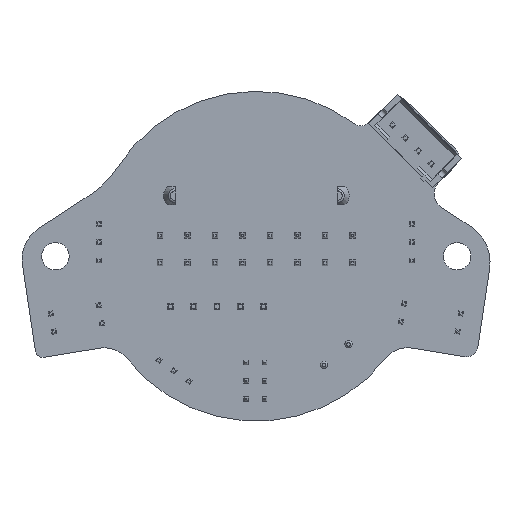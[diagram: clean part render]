
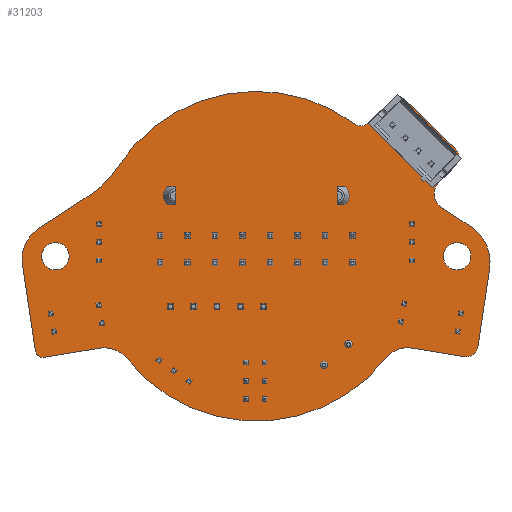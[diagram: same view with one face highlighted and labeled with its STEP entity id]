
A CAD part, left-side view. The second image highlights one B-rep face of the part: STEP entity #31203.
In plain terms, the highlighted planar face has unit normal (-1, 0, 0).
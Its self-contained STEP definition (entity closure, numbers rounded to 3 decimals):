
#1421=FACE_BOUND('',#4762,.T.);
#1422=FACE_BOUND('',#4763,.T.);
#1541=PLANE('',#33101);
#2995=FACE_OUTER_BOUND('',#4761,.T.);
#4761=EDGE_LOOP('',(#22126,#22127,#22128,#22129,#22130,#22131,#22132,#22133,
#22134,#22135,#22136,#22137,#22138,#22139,#22140,#22141,#22142,#22143,#22144,
#22145,#22146,#22147));
#4762=EDGE_LOOP('',(#22148));
#4763=EDGE_LOOP('',(#22149));
#6614=LINE('',#42627,#10478);
#6621=LINE('',#42654,#10485);
#6626=LINE('',#42673,#10490);
#6632=LINE('',#42687,#10496);
#6634=LINE('',#42696,#10498);
#6638=LINE('',#42708,#10502);
#6642=LINE('',#42720,#10506);
#6646=LINE('',#42732,#10510);
#6651=LINE('',#42744,#10515);
#10478=VECTOR('',#34970,10.);
#10485=VECTOR('',#34997,10.);
#10490=VECTOR('',#35016,10.);
#10496=VECTOR('',#35030,10.);
#10498=VECTOR('',#35040,10.);
#10502=VECTOR('',#35052,10.);
#10506=VECTOR('',#35064,10.);
#10510=VECTOR('',#35076,10.);
#10515=VECTOR('',#35089,10.);
#14338=CIRCLE('',#33047,10.15);
#14340=CIRCLE('',#33050,18.);
#14342=CIRCLE('',#33053,1.2);
#14344=CIRCLE('',#33057,3.1);
#14346=CIRCLE('',#33060,18.);
#14348=CIRCLE('',#33063,3.2);
#14351=CIRCLE('',#33068,1.5);
#14353=CIRCLE('',#33071,1.5);
#14354=CIRCLE('',#33074,0.85);
#14356=CIRCLE('',#33078,1.25);
#14358=CIRCLE('',#33082,4.75);
#14360=CIRCLE('',#33086,1.75);
#14362=CIRCLE('',#33090,1.3);
#14364=CIRCLE('',#33094,0.95);
#14366=CIRCLE('',#33098,4.);
#14600=VERTEX_POINT('',#42605);
#14601=VERTEX_POINT('',#42606);
#14604=VERTEX_POINT('',#42614);
#14606=VERTEX_POINT('',#42620);
#14608=VERTEX_POINT('',#42626);
#14610=VERTEX_POINT('',#42632);
#14611=VERTEX_POINT('',#42633);
#14614=VERTEX_POINT('',#42641);
#14616=VERTEX_POINT('',#42647);
#14618=VERTEX_POINT('',#42653);
#14621=VERTEX_POINT('',#42661);
#14623=VERTEX_POINT('',#42667);
#14624=VERTEX_POINT('',#42671);
#14625=VERTEX_POINT('',#42672);
#14629=VERTEX_POINT('',#42685);
#14630=VERTEX_POINT('',#42689);
#14632=VERTEX_POINT('',#42695);
#14634=VERTEX_POINT('',#42701);
#14636=VERTEX_POINT('',#42707);
#14638=VERTEX_POINT('',#42713);
#14640=VERTEX_POINT('',#42719);
#14642=VERTEX_POINT('',#42725);
#14644=VERTEX_POINT('',#42731);
#14647=VERTEX_POINT('',#42742);
#17474=EDGE_CURVE('',#14600,#14601,#14338,.T.);
#17478=EDGE_CURVE('',#14601,#14604,#14340,.T.);
#17481=EDGE_CURVE('',#14604,#14606,#14342,.T.);
#17484=EDGE_CURVE('',#14608,#14606,#6614,.T.);
#17487=EDGE_CURVE('',#14610,#14611,#14344,.T.);
#17491=EDGE_CURVE('',#14611,#14614,#14346,.T.);
#17494=EDGE_CURVE('',#14614,#14616,#14348,.T.);
#17497=EDGE_CURVE('',#14618,#14616,#6621,.T.);
#17502=EDGE_CURVE('',#14621,#14621,#14351,.T.);
#17505=EDGE_CURVE('',#14623,#14623,#14353,.T.);
#17506=EDGE_CURVE('',#14624,#14625,#6626,.T.);
#17510=EDGE_CURVE('',#14618,#14625,#14354,.T.);
#17514=EDGE_CURVE('',#14629,#14610,#6632,.T.);
#17515=EDGE_CURVE('',#14630,#14629,#14356,.T.);
#17518=EDGE_CURVE('',#14632,#14630,#6634,.T.);
#17521=EDGE_CURVE('',#14634,#14632,#14358,.T.);
#17524=EDGE_CURVE('',#14636,#14634,#6638,.T.);
#17527=EDGE_CURVE('',#14636,#14638,#14360,.T.);
#17530=EDGE_CURVE('',#14640,#14638,#6642,.T.);
#17533=EDGE_CURVE('',#14642,#14640,#14362,.T.);
#17536=EDGE_CURVE('',#14642,#14644,#6646,.T.);
#17539=EDGE_CURVE('',#14608,#14644,#14364,.T.);
#17543=EDGE_CURVE('',#14647,#14600,#6651,.T.);
#17544=EDGE_CURVE('',#14624,#14647,#14366,.T.);
#22126=ORIENTED_EDGE('',*,*,#17544,.F.);
#22127=ORIENTED_EDGE('',*,*,#17506,.T.);
#22128=ORIENTED_EDGE('',*,*,#17510,.F.);
#22129=ORIENTED_EDGE('',*,*,#17497,.T.);
#22130=ORIENTED_EDGE('',*,*,#17494,.F.);
#22131=ORIENTED_EDGE('',*,*,#17491,.F.);
#22132=ORIENTED_EDGE('',*,*,#17487,.F.);
#22133=ORIENTED_EDGE('',*,*,#17514,.F.);
#22134=ORIENTED_EDGE('',*,*,#17515,.F.);
#22135=ORIENTED_EDGE('',*,*,#17518,.F.);
#22136=ORIENTED_EDGE('',*,*,#17521,.F.);
#22137=ORIENTED_EDGE('',*,*,#17524,.F.);
#22138=ORIENTED_EDGE('',*,*,#17527,.T.);
#22139=ORIENTED_EDGE('',*,*,#17530,.F.);
#22140=ORIENTED_EDGE('',*,*,#17533,.F.);
#22141=ORIENTED_EDGE('',*,*,#17536,.T.);
#22142=ORIENTED_EDGE('',*,*,#17539,.F.);
#22143=ORIENTED_EDGE('',*,*,#17484,.T.);
#22144=ORIENTED_EDGE('',*,*,#17481,.F.);
#22145=ORIENTED_EDGE('',*,*,#17478,.F.);
#22146=ORIENTED_EDGE('',*,*,#17474,.F.);
#22147=ORIENTED_EDGE('',*,*,#17543,.F.);
#22148=ORIENTED_EDGE('',*,*,#17505,.F.);
#22149=ORIENTED_EDGE('',*,*,#17502,.F.);
#31203=ADVANCED_FACE('',(#2995,#1421,#1422),#1541,.F.);
#33047=AXIS2_PLACEMENT_3D('',#42607,#34948,#34949);
#33050=AXIS2_PLACEMENT_3D('',#42615,#34956,#34957);
#33053=AXIS2_PLACEMENT_3D('',#42621,#34963,#34964);
#33057=AXIS2_PLACEMENT_3D('',#42634,#34975,#34976);
#33060=AXIS2_PLACEMENT_3D('',#42642,#34983,#34984);
#33063=AXIS2_PLACEMENT_3D('',#42648,#34990,#34991);
#33068=AXIS2_PLACEMENT_3D('',#42663,#35005,#35006);
#33071=AXIS2_PLACEMENT_3D('',#42669,#35012,#35013);
#33074=AXIS2_PLACEMENT_3D('',#42680,#35022,#35023);
#33078=AXIS2_PLACEMENT_3D('',#42690,#35033,#35034);
#33082=AXIS2_PLACEMENT_3D('',#42702,#35045,#35046);
#33086=AXIS2_PLACEMENT_3D('',#42714,#35057,#35058);
#33090=AXIS2_PLACEMENT_3D('',#42726,#35069,#35070);
#33094=AXIS2_PLACEMENT_3D('',#42737,#35081,#35082);
#33098=AXIS2_PLACEMENT_3D('',#42746,#35092,#35093);
#33101=AXIS2_PLACEMENT_3D('',#42749,#35098,#35099);
#34948=DIRECTION('center_axis',(-1.,0.,0.));
#34949=DIRECTION('ref_axis',(0.,-0.71,-0.704));
#34956=DIRECTION('center_axis',(1.,0.,0.));
#34957=DIRECTION('ref_axis',(0.,1.,0.));
#34963=DIRECTION('center_axis',(-1.,0.,0.));
#34964=DIRECTION('ref_axis',(0.,-0.074,-0.997));
#34970=DIRECTION('',(0.,0.707,-0.708));
#34975=DIRECTION('center_axis',(-1.,0.,0.));
#34976=DIRECTION('ref_axis',(0.,0.361,0.933));
#34983=DIRECTION('center_axis',(1.,0.,0.));
#34984=DIRECTION('ref_axis',(0.,1.,0.));
#34990=DIRECTION('center_axis',(-1.,0.,0.));
#34991=DIRECTION('ref_axis',(0.,-0.36,0.933));
#34997=DIRECTION('',(0.,-0.987,0.162));
#35005=DIRECTION('center_axis',(-1.,0.,0.));
#35006=DIRECTION('ref_axis',(0.,1.,0.));
#35012=DIRECTION('center_axis',(-1.,0.,0.));
#35013=DIRECTION('ref_axis',(0.,1.,0.));
#35016=DIRECTION('',(0.,-0.149,-0.989));
#35022=DIRECTION('center_axis',(1.,0.,0.));
#35023=DIRECTION('ref_axis',(0.,-0.162,-0.987));
#35030=DIRECTION('',(0.,0.987,0.162));
#35033=DIRECTION('center_axis',(1.,0.,0.));
#35034=DIRECTION('ref_axis',(0.,-0.989,-0.149));
#35040=DIRECTION('',(0.,0.149,-0.989));
#35045=DIRECTION('center_axis',(1.,0.,0.));
#35046=DIRECTION('ref_axis',(0.,-0.544,0.839));
#35052=DIRECTION('',(0.,-0.839,-0.544));
#35057=DIRECTION('center_axis',(1.,0.,0.));
#35058=DIRECTION('ref_axis',(0.,0.544,-0.839));
#35064=DIRECTION('',(0.,0.707,-0.708));
#35069=DIRECTION('center_axis',(1.,0.,0.));
#35070=DIRECTION('ref_axis',(0.,-0.698,0.716));
#35076=DIRECTION('',(0.,0.716,0.698));
#35081=DIRECTION('center_axis',(1.,0.,0.));
#35082=DIRECTION('ref_axis',(0.,0.708,0.707));
#35089=DIRECTION('',(0.,-0.837,0.547));
#35092=DIRECTION('center_axis',(1.,0.,0.));
#35093=DIRECTION('ref_axis',(0.,0.989,-0.149));
#35098=DIRECTION('center_axis',(1.,0.,0.));
#35099=DIRECTION('ref_axis',(0.,1.,0.));
#42605=CARTESIAN_POINT('',(0.,18.149,6.691));
#42606=CARTESIAN_POINT('',(0.,15.155,9.712));
#42607=CARTESIAN_POINT('Origin',(0.,23.701,15.189));
#42614=CARTESIAN_POINT('',(0.,-10.715,14.464));
#42615=CARTESIAN_POINT('Origin',(0.,0.,0.));
#42620=CARTESIAN_POINT('',(0.,-12.278,14.58));
#42621=CARTESIAN_POINT('Origin',(0.,-11.429,15.428));
#42626=CARTESIAN_POINT('',(0.,-14.837,17.143));
#42627=CARTESIAN_POINT('',(0.,-14.837,17.143));
#42632=CARTESIAN_POINT('',(0.,-17.055,-10.027));
#42633=CARTESIAN_POINT('',(0.,-14.12,-11.163));
#42634=CARTESIAN_POINT('Origin',(0.,-16.552,-13.086));
#42641=CARTESIAN_POINT('',(0.,14.089,-11.203));
#42642=CARTESIAN_POINT('Origin',(0.,0.,0.));
#42647=CARTESIAN_POINT('',(0.,17.113,-10.037));
#42648=CARTESIAN_POINT('Origin',(0.,16.594,-13.194));
#42653=CARTESIAN_POINT('',(0.,23.143,-11.029));
#42654=CARTESIAN_POINT('',(0.,23.143,-11.029));
#42661=CARTESIAN_POINT('',(0.,-23.425,0.));
#42663=CARTESIAN_POINT('Origin',(0.,-21.925,0.));
#42667=CARTESIAN_POINT('',(0.,20.425,0.));
#42669=CARTESIAN_POINT('Origin',(0.,21.925,0.));
#42671=CARTESIAN_POINT('',(0.,25.533,-0.921));
#42672=CARTESIAN_POINT('',(0.,24.122,-10.316));
#42673=CARTESIAN_POINT('',(0.,25.533,-0.921));
#42680=CARTESIAN_POINT('Origin',(0.,23.281,-10.19));
#42685=CARTESIAN_POINT('',(0.,-22.744,-10.963));
#42687=CARTESIAN_POINT('',(0.,-22.744,-10.963));
#42689=CARTESIAN_POINT('',(0.,-24.183,-9.915));
#42690=CARTESIAN_POINT('Origin',(0.,-22.947,-9.73));
#42695=CARTESIAN_POINT('',(0.,-25.462,-1.398));
#42696=CARTESIAN_POINT('',(0.,-25.462,-1.398));
#42701=CARTESIAN_POINT('',(0.,-23.35,3.292));
#42702=CARTESIAN_POINT('Origin',(0.,-20.764,-0.693));
#42707=CARTESIAN_POINT('',(0.,-20.207,5.332));
#42708=CARTESIAN_POINT('',(0.,-20.207,5.332));
#42713=CARTESIAN_POINT('',(0.,-19.921,8.036));
#42714=CARTESIAN_POINT('Origin',(0.,-21.16,6.8));
#42719=CARTESIAN_POINT('',(0.,-21.753,9.871));
#42720=CARTESIAN_POINT('',(0.,-21.753,9.871));
#42725=CARTESIAN_POINT('',(0.,-21.741,11.72));
#42726=CARTESIAN_POINT('Origin',(0.,-20.833,10.789));
#42731=CARTESIAN_POINT('',(0.,-16.173,17.152));
#42732=CARTESIAN_POINT('',(0.,-21.741,11.72));
#42737=CARTESIAN_POINT('Origin',(0.,-15.51,16.472));
#42742=CARTESIAN_POINT('',(0.,23.766,3.022));
#42744=CARTESIAN_POINT('',(0.,23.766,3.022));
#42746=CARTESIAN_POINT('Origin',(0.,21.578,-0.327));
#42749=CARTESIAN_POINT('Origin',(0.,0.032,0.));
